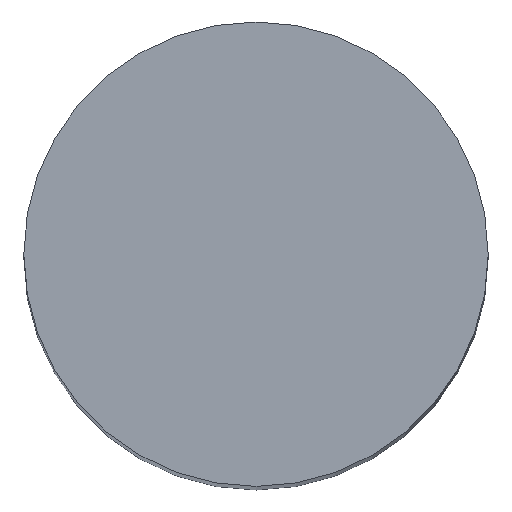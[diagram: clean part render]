
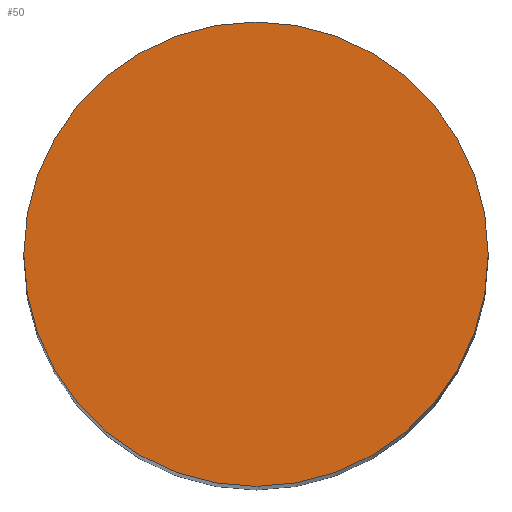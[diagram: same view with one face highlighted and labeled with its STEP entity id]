
A CAD part, top view. The second image highlights one B-rep face of the part: STEP entity #50.
In plain terms, the highlighted planar face has unit normal (0, 0, 1).
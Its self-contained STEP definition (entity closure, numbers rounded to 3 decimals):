
#15=PLANE('',#77);
#18=FACE_OUTER_BOUND('',#21,.T.);
#21=EDGE_LOOP('',(#44,#45));
#27=CIRCLE('',#75,10.);
#28=CIRCLE('',#76,10.);
#31=VERTEX_POINT('',#102);
#32=VERTEX_POINT('',#104);
#36=EDGE_CURVE('',#32,#31,#27,.T.);
#37=EDGE_CURVE('',#31,#32,#28,.T.);
#44=ORIENTED_EDGE('',*,*,#36,.T.);
#45=ORIENTED_EDGE('',*,*,#37,.T.);
#50=ADVANCED_FACE('',(#18),#15,.T.);
#75=AXIS2_PLACEMENT_3D('',#105,#88,#89);
#76=AXIS2_PLACEMENT_3D('',#106,#90,#91);
#77=AXIS2_PLACEMENT_3D('',#107,#92,#93);
#88=DIRECTION('center_axis',(0.,0.,1.));
#89=DIRECTION('ref_axis',(1.,0.,0.));
#90=DIRECTION('center_axis',(0.,0.,1.));
#91=DIRECTION('ref_axis',(1.,0.,0.));
#92=DIRECTION('center_axis',(0.,0.,1.));
#93=DIRECTION('ref_axis',(1.,0.,0.));
#102=CARTESIAN_POINT('',(-10.,0.,0.));
#104=CARTESIAN_POINT('',(10.,0.,0.));
#105=CARTESIAN_POINT('Origin',(0.,0.,0.));
#106=CARTESIAN_POINT('Origin',(0.,0.,0.));
#107=CARTESIAN_POINT('Origin',(0.,0.,0.));
